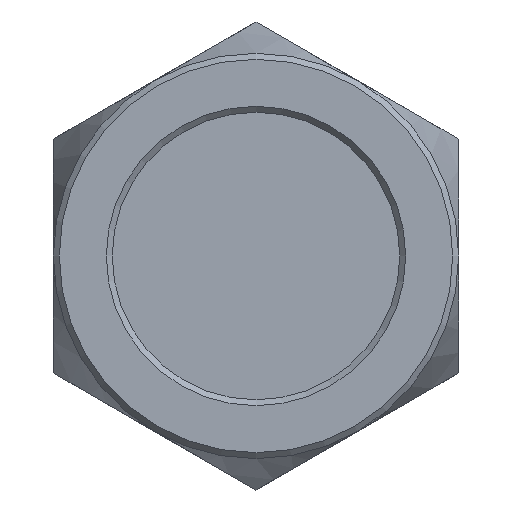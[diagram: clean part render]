
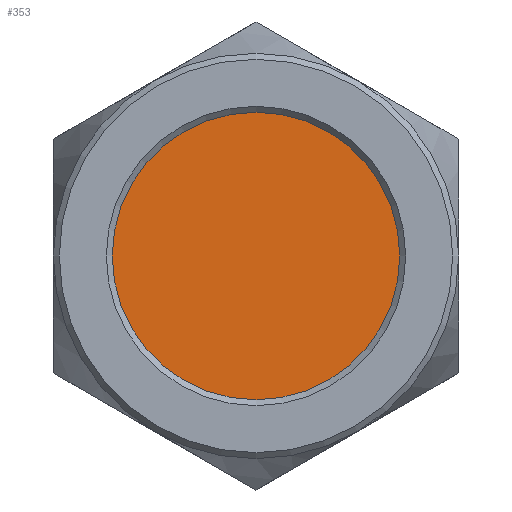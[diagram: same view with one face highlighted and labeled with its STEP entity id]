
A CAD part, left-side view. The second image highlights one B-rep face of the part: STEP entity #353.
In plain terms, the highlighted planar face has unit normal (-1, 0, 0).
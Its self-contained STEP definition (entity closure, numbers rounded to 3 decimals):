
#87 = CARTESIAN_POINT ( 'NONE',  ( -9.734, 0., 12.059 ) ) ;
#139 = AXIS2_PLACEMENT_3D ( 'NONE', #982, #662, #315 ) ;
#175 = CIRCLE ( 'NONE', #139, 12.059 ) ;
#230 = AXIS2_PLACEMENT_3D ( 'NONE', #602, #271, #772 ) ;
#271 = DIRECTION ( 'NONE',  ( 1., 0., 0. ) ) ;
#315 = DIRECTION ( 'NONE',  ( 0., 0., 1. ) ) ;
#353 = ADVANCED_FACE ( 'NONE', ( #490 ), #759, .F. ) ;
#386 = EDGE_LOOP ( 'NONE', ( #638 ) ) ;
#490 = FACE_OUTER_BOUND ( 'NONE', #386, .T. ) ;
#602 = CARTESIAN_POINT ( 'NONE',  ( -9.734, 12.059, 0. ) ) ;
#638 = ORIENTED_EDGE ( 'NONE', *, *, #937, .T. ) ;
#662 = DIRECTION ( 'NONE',  ( -1., 0., 0. ) ) ;
#759 = PLANE ( 'NONE',  #230 ) ;
#772 = DIRECTION ( 'NONE',  ( 0., 0., -1. ) ) ;
#841 = VERTEX_POINT ( 'NONE', #87 ) ;
#937 = EDGE_CURVE ( 'NONE', #841, #841, #175, .T. ) ;
#982 = CARTESIAN_POINT ( 'NONE',  ( -9.734, 0., 0. ) ) ;
